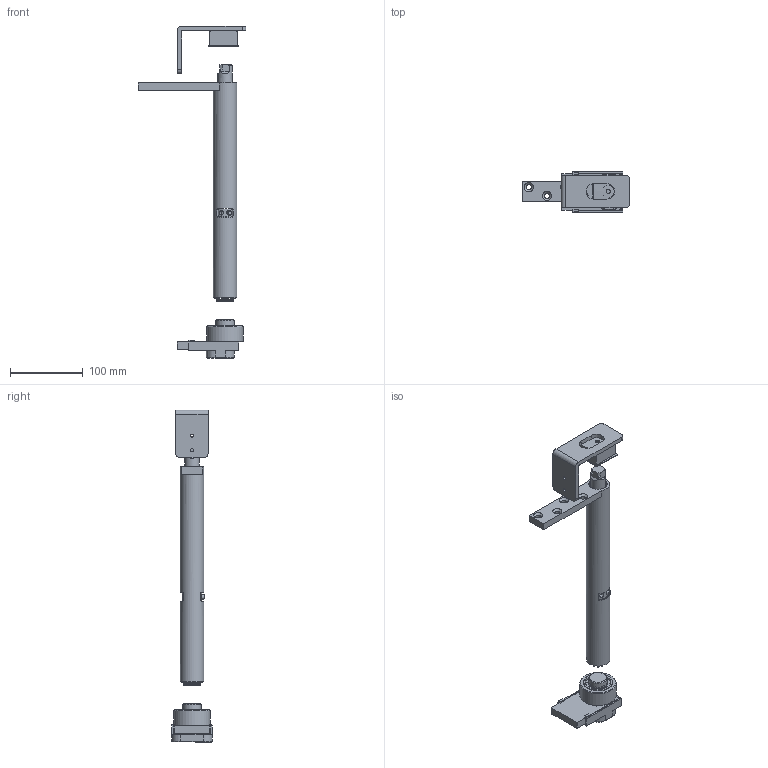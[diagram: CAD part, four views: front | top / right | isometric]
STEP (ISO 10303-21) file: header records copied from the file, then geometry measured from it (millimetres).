
FILE_DESCRIPTION(/* description */ (''),/* implementation_level */ '2;1');
FILE_NAME(/* name */ '25312DT51.stp',/* time_stamp */ '2019-08-08T11:31:46+02:00',/* author */ ('MARC'),/* organization */ (''),/* preprocessor_version */ 'ST-DEVELOPER v17.2',/* originating_system */ 'Autodesk Inventor 2019',/* authorisation */ '');
FILE_SCHEMA (('AUTOMOTIVE_DESIGN { 1 0 10303 214 3 1 1 }'));
Length unit declared in the file: millimetre
Products named in the file (13): 25312DT51; 25310-1; 25310-12; 25310-11; 25310-12_1; 20324; 25052-HAUT-2; 25052-HAUT-1; 25052-HAUT-4; rondelle AZ10; 22421; Rlt_L1-7203BEP; Vis_FZ_10x20_ISO4017
Assembly tree (14 placements, depth 3):
  25312DT51
    25310-1
    25310-12
    25310-11
    25310-12_1
    20324
      25052-HAUT-2
      25052-HAUT-1
      25052-HAUT-4
      rondelle AZ10  x2
      22421
      Rlt_L1-7203BEP
      Vis_FZ_10x20_ISO4017  x2
Bounding box: 147.51 x 55.03 x 454.95 mm (x, y, z)
Volume: 258292.8 mm3; surface area: 144801.6 mm2
Topology: 25 solids, 25 shells, 643 faces, 1728 edges, 1117 vertices
Faces by surface type: plane 292, cylinder 196, torus 54, cone 52, sphere 25, bspline 24
Full cylindrical faces by diameter (mm): 2.459 x2, 4.134 x2, 4.5 x2, 6 x9, 6.1 x1, 7 x4, 8.376 x2, 10 x5, 10.2 x2, 14 x1, 14.63 x2, 16 x1, 16.9 x1, 17 x1, 18 x2, 20 x1, 21.6 x1, 22.75 x1, 24.36 x1, 25 x2, 25.74 x1, 27 x1, 28 x2, 30 x1, 30.874 x1, 32 x1, 32.64 x1, 33.468 x1, 35 x1, 35.4 x1
Entity records: 20121 total; most frequent: CARTESIAN_POINT 5057, DIRECTION 3231, ORIENTED_EDGE 3002, EDGE_CURVE 1501, AXIS2_PLACEMENT_3D 1298, VERTEX_POINT 980, LINE 635, VECTOR 635
